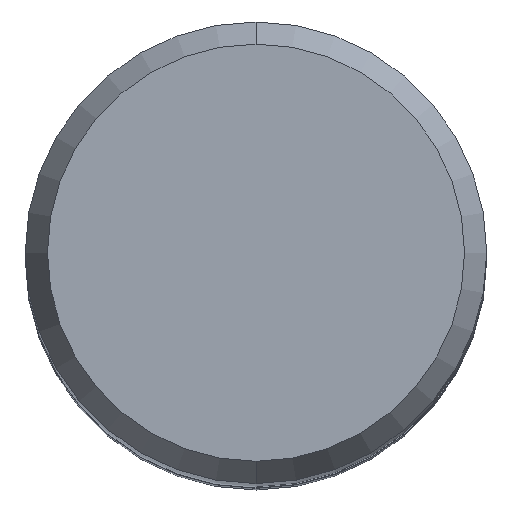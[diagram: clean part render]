
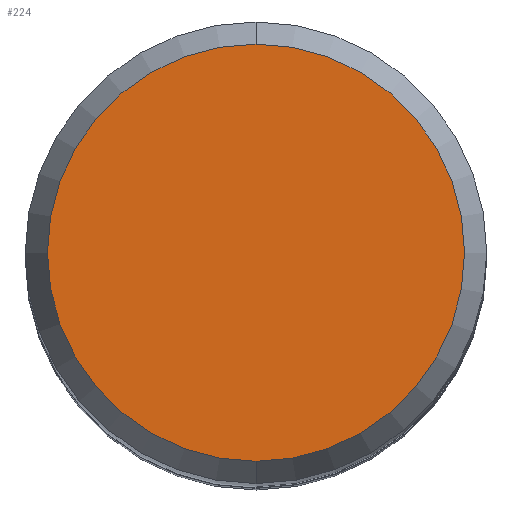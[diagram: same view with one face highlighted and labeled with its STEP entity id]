
A CAD part, top view. The second image highlights one B-rep face of the part: STEP entity #224.
In plain terms, the highlighted planar face has unit normal (0, 0, 1).
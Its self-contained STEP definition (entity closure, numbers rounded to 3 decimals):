
#130=VERTEX_POINT('',#319);
#162=EDGE_CURVE('',#130,#204,#356,.T.);
#204=VERTEX_POINT('',#407);
#224=ADVANCED_FACE('',(#428),#429,.T.);
#262=EDGE_CURVE('',#204,#130,#474,.T.);
#319=CARTESIAN_POINT('',(0.0,5.423,0.01));
#356=CIRCLE('',#569,5.423);
#407=CARTESIAN_POINT('',(0.,-5.423,0.01));
#428=FACE_OUTER_BOUND('',#658,.T.);
#429=PLANE('',#659);
#474=CIRCLE('',#718,5.423);
#569=AXIS2_PLACEMENT_3D('',#817,#818,#819);
#658=EDGE_LOOP('',(#899,#900));
#659=AXIS2_PLACEMENT_3D('',#901,#902,#903);
#718=AXIS2_PLACEMENT_3D('',#978,#979,#980);
#817=CARTESIAN_POINT('',(0.0,0.0,0.01));
#818=DIRECTION('',(0.0,0.0,-1.0));
#819=DIRECTION('',(0.0,1.0,0.0));
#899=ORIENTED_EDGE('',*,*,#162,.F.);
#900=ORIENTED_EDGE('',*,*,#262,.F.);
#901=CARTESIAN_POINT('',(0.0,2.711,0.01));
#902=DIRECTION('',(-0.0,0.0,1.0));
#903=DIRECTION('',(0.0,-1.0,0.0));
#978=CARTESIAN_POINT('',(0.0,0.0,0.01));
#979=DIRECTION('',(0.0,0.0,-1.0));
#980=DIRECTION('',(0.0,1.0,0.0));
